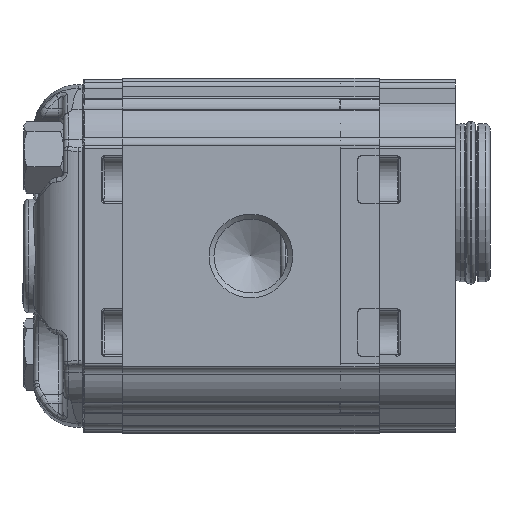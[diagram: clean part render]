
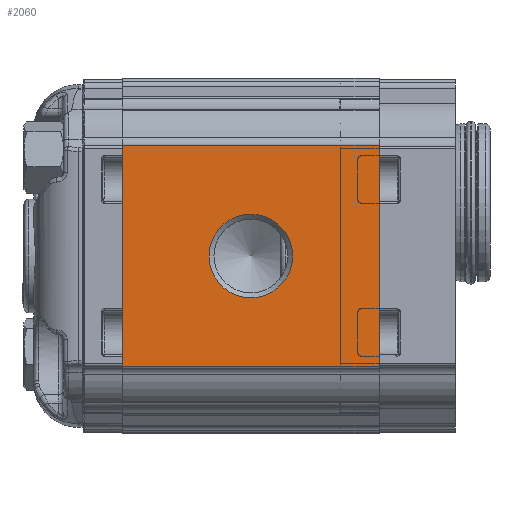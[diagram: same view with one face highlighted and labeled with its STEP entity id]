
A CAD part, left-side view. The second image highlights one B-rep face of the part: STEP entity #2060.
In plain terms, the highlighted planar face has unit normal (-1, 0, 0).
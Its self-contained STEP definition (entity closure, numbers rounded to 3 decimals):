
#2060 = ADVANCED_FACE( '', ( #5854, #5855 ), #5856, .T. );
#5854 = FACE_BOUND( '', #11726, .T. );
#5855 = FACE_OUTER_BOUND( '', #11727, .T. );
#5856 = PLANE( '', #11728 );
#11726 = EDGE_LOOP( '', ( #21747 ) );
#11727 = EDGE_LOOP( '', ( #21748, #21749, #21750, #21751 ) );
#11728 = AXIS2_PLACEMENT_3D( '', #21752, #21753, #21754 );
#21747 = ORIENTED_EDGE( '', *, *, #37635, .F. );
#21748 = ORIENTED_EDGE( '', *, *, #37636, .T. );
#21749 = ORIENTED_EDGE( '', *, *, #37637, .T. );
#21750 = ORIENTED_EDGE( '', *, *, #37638, .T. );
#21751 = ORIENTED_EDGE( '', *, *, #37639, .F. );
#21752 = CARTESIAN_POINT( '', ( -33., 128.714, 48.138 ) );
#21753 = DIRECTION( '', ( -1., 0., 0. ) );
#21754 = DIRECTION( '', ( 0., 0., 1. ) );
#37635 = EDGE_CURVE( '', #44633, #44633, #44634, .F. );
#37636 = EDGE_CURVE( '', #44635, #44636, #44637, .T. );
#37637 = EDGE_CURVE( '', #44636, #44638, #44639, .T. );
#37638 = EDGE_CURVE( '', #44638, #44640, #44641, .F. );
#37639 = EDGE_CURVE( '', #44635, #44640, #44642, .T. );
#44633 = VERTEX_POINT( '', #55069 );
#44634 = CIRCLE( '', #55070, 8.475 );
#44635 = VERTEX_POINT( '', #55071 );
#44636 = VERTEX_POINT( '', #55072 );
#44637 = LINE( '', #55073, #55074 );
#44638 = VERTEX_POINT( '', #55075 );
#44639 = LINE( '', #55076, #55077 );
#44640 = VERTEX_POINT( '', #55078 );
#44641 = LINE( '', #55079, #55080 );
#44642 = LINE( '', #55081, #55082 );
#55069 = CARTESIAN_POINT( '', ( -33., 26., -8.475 ) );
#55070 = AXIS2_PLACEMENT_3D( '', #72236, #72237, #72238 );
#55071 = CARTESIAN_POINT( '', ( -33., 52., -22.5 ) );
#55072 = CARTESIAN_POINT( '', ( -33., 0., -22.5 ) );
#55073 = CARTESIAN_POINT( '', ( -33., 52., -22.5 ) );
#55074 = VECTOR( '', #72239, 1000. );
#55075 = CARTESIAN_POINT( '', ( -33., 0., 22.5 ) );
#55076 = CARTESIAN_POINT( '', ( -33., 0., -21.711 ) );
#55077 = VECTOR( '', #72240, 1000. );
#55078 = CARTESIAN_POINT( '', ( -33., 52., 22.5 ) );
#55079 = CARTESIAN_POINT( '', ( -33., 52., 22.5 ) );
#55080 = VECTOR( '', #72241, 1000. );
#55081 = CARTESIAN_POINT( '', ( -33., 52., -21.711 ) );
#55082 = VECTOR( '', #72242, 1000. );
#72236 = CARTESIAN_POINT( '', ( -33., 26., 0. ) );
#72237 = DIRECTION( '', ( 1., 0., 0. ) );
#72238 = DIRECTION( '', ( 0., 0., -1. ) );
#72239 = DIRECTION( '', ( 0., -1., 0. ) );
#72240 = DIRECTION( '', ( 0., 0., 1. ) );
#72241 = DIRECTION( '', ( 0., -1., 0. ) );
#72242 = DIRECTION( '', ( 0., 0., 1. ) );
